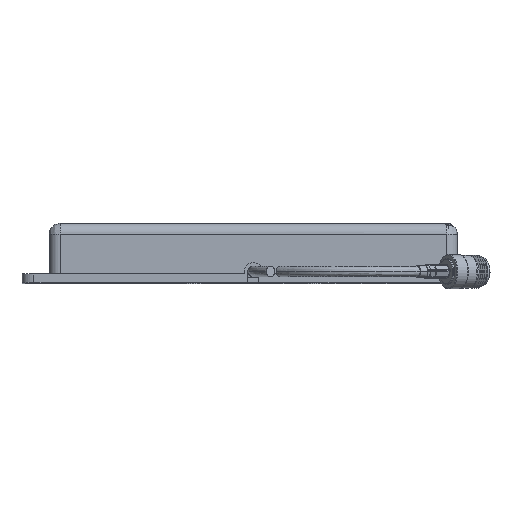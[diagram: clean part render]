
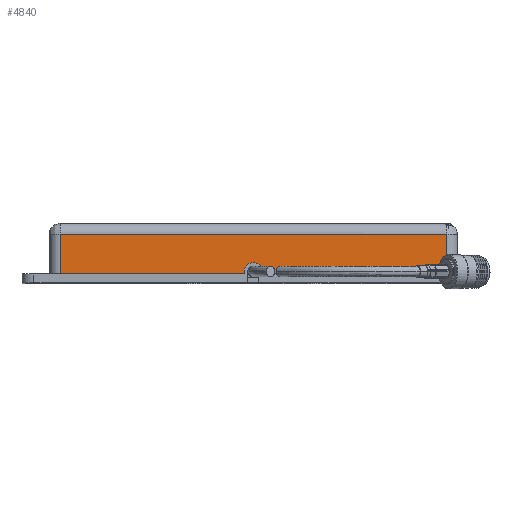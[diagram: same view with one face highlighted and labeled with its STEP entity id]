
A CAD part, top view. The second image highlights one B-rep face of the part: STEP entity #4840.
In plain terms, the highlighted face is planar.
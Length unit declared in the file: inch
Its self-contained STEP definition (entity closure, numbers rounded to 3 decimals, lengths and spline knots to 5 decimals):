
#389 = CARTESIAN_POINT ( 'NONE',  ( 22.80271, 16.96078, -0.1165 ) ) ;
#870 = DIRECTION ( 'NONE',  ( 0., 0., -1. ) ) ;
#1142 = PLANE ( 'NONE',  #9237 ) ;
#1512 = DIRECTION ( 'NONE',  ( 0., -1., 0. ) ) ;
#3314 = AXIS2_PLACEMENT_3D ( 'NONE', #13443, #13444, #13445 ) ;
#3399 = AXIS2_PLACEMENT_3D ( 'NONE', #5278, #5279, #5280 ) ;
#3698 = ORIENTED_EDGE ( 'NONE', *, *, #26621, .F. ) ;
#3701 = ORIENTED_EDGE ( 'NONE', *, *, #26836, .T. ) ;
#3704 = ORIENTED_EDGE ( 'NONE', *, *, #26636, .T. ) ;
#3867 = ORIENTED_EDGE ( 'NONE', *, *, #26610, .F. ) ;
#3871 = ORIENTED_EDGE ( 'NONE', *, *, #26641, .T. ) ;
#3875 = ORIENTED_EDGE ( 'NONE', *, *, #26479, .T. ) ;
#3891 = ORIENTED_EDGE ( 'NONE', *, *, #26749, .F. ) ;
#4297 = ORIENTED_EDGE ( 'NONE', *, *, #26799, .T. ) ;
#4299 = ORIENTED_EDGE ( 'NONE', *, *, #26885, .F. ) ;
#4840 = ADVANCED_FACE ( 'NONE', ( #23160 ), #1142, .T. ) ;
#5193 = DIRECTION ( 'NONE',  ( 0., 0., 1. ) ) ;
#5196 = CARTESIAN_POINT ( 'NONE',  ( 19.06771, 16.96078, -0.038 ) ) ;
#5224 = CARTESIAN_POINT ( 'NONE',  ( 18.72771, 16.96078, -0.082 ) ) ;
#5225 = DIRECTION ( 'NONE',  ( 0., 0., -1. ) ) ;
#5259 = CARTESIAN_POINT ( 'NONE',  ( 15.34771, 16.96078, -0.1165 ) ) ;
#5260 = DIRECTION ( 'NONE',  ( 0., 0., -1. ) ) ;
#5278 = CARTESIAN_POINT ( 'NONE',  ( 18.89771, 16.96078, -0.04 ) ) ;
#5279 = DIRECTION ( 'NONE',  ( 0., 1., 0. ) ) ;
#5280 = DIRECTION ( 'NONE',  ( 0., 0., 1. ) ) ;
#5522 = CARTESIAN_POINT ( 'NONE',  ( 22.80271, 16.96078, 0.65 ) ) ;
#5523 = DIRECTION ( 'NONE',  ( 1., 0., 0. ) ) ;
#5628 = CARTESIAN_POINT ( 'NONE',  ( 22.80271, 16.96078, -0.08 ) ) ;
#5629 = DIRECTION ( 'NONE',  ( 1., 0., 0. ) ) ;
#5711 = CARTESIAN_POINT ( 'NONE',  ( 22.80271, 16.96078, -0.08 ) ) ;
#5712 = DIRECTION ( 'NONE',  ( 1., 0., 0. ) ) ;
#5825 = CARTESIAN_POINT ( 'NONE',  ( 22.44771, 16.96078, -0.1165 ) ) ;
#5826 = DIRECTION ( 'NONE',  ( 0., 0., -1. ) ) ;
#7780 = VERTEX_POINT ( 'NONE', #14785 ) ;
#9237 = AXIS2_PLACEMENT_3D ( 'NONE', #389, #1512, #870 ) ;
#13443 = CARTESIAN_POINT ( 'NONE',  ( 18.89771, 16.96078, -0.04 ) ) ;
#13444 = DIRECTION ( 'NONE',  ( 0., 1., 0. ) ) ;
#13445 = DIRECTION ( 'NONE',  ( 0., 0., 1. ) ) ;
#14055 = CIRCLE ( 'NONE', #3314, 0.17 ) ;
#14276 = LINE ( 'NONE', #5196, #14279 ) ;
#14279 = VECTOR ( 'NONE', #5193, 39.37008 ) ;
#14300 = LINE ( 'NONE', #5224, #14304 ) ;
#14304 = VECTOR ( 'NONE', #5225, 39.37008 ) ;
#14325 = LINE ( 'NONE', #5259, #14328 ) ;
#14328 = VECTOR ( 'NONE', #5260, 39.37008 ) ;
#14333 = CIRCLE ( 'NONE', #3399, 0.17 ) ;
#14780 = LINE ( 'NONE', #5522, #14787 ) ;
#14785 = CARTESIAN_POINT ( 'NONE',  ( 18.72771, 16.96078, -0.08 ) ) ;
#14787 = VECTOR ( 'NONE', #5523, 39.37008 ) ;
#15011 = LINE ( 'NONE', #5628, #15019 ) ;
#15019 = VECTOR ( 'NONE', #5629, 39.37008 ) ;
#15221 = LINE ( 'NONE', #5711, #15234 ) ;
#15234 = VECTOR ( 'NONE', #5712, 39.37008 ) ;
#15514 = LINE ( 'NONE', #5825, #15523 ) ;
#15523 = VECTOR ( 'NONE', #5826, 39.37008 ) ;
#15787 = CARTESIAN_POINT ( 'NONE',  ( 15.34771, 16.96078, -0.08 ) ) ;
#16352 = CARTESIAN_POINT ( 'NONE',  ( 22.44771, 16.96078, 0.65 ) ) ;
#16487 = CARTESIAN_POINT ( 'NONE',  ( 22.44771, 16.96078, -0.08 ) ) ;
#16675 = CARTESIAN_POINT ( 'NONE',  ( 15.34771, 16.96078, 0.65 ) ) ;
#16711 = CARTESIAN_POINT ( 'NONE',  ( 18.89771, 16.96078, 0.13 ) ) ;
#16773 = CARTESIAN_POINT ( 'NONE',  ( 18.72771, 16.96078, -0.04 ) ) ;
#16796 = CARTESIAN_POINT ( 'NONE',  ( 19.06771, 16.96078, -0.08 ) ) ;
#16883 = CARTESIAN_POINT ( 'NONE',  ( 19.06771, 16.96078, -0.04 ) ) ;
#20196 = VERTEX_POINT ( 'NONE', #15787 ) ;
#23160 = FACE_OUTER_BOUND ( 'NONE', #23708, .T. ) ;
#23708 = EDGE_LOOP ( 'NONE', ( #3704, #3701, #3698, #3875, #3871, #3867, #4297, #4299, #3891 ) ) ;
#24868 = VERTEX_POINT ( 'NONE', #16352 ) ;
#24928 = VERTEX_POINT ( 'NONE', #16487 ) ;
#25143 = VERTEX_POINT ( 'NONE', #16675 ) ;
#25158 = VERTEX_POINT ( 'NONE', #16711 ) ;
#25185 = VERTEX_POINT ( 'NONE', #16773 ) ;
#25195 = VERTEX_POINT ( 'NONE', #16796 ) ;
#25225 = VERTEX_POINT ( 'NONE', #16883 ) ;
#26479 = EDGE_CURVE ( 'NONE', #25185, #25158, #14055, .T. ) ;
#26610 = EDGE_CURVE ( 'NONE', #25195, #25225, #14276, .T. ) ;
#26621 = EDGE_CURVE ( 'NONE', #25185, #7780, #14300, .T. ) ;
#26636 = EDGE_CURVE ( 'NONE', #25143, #20196, #14325, .T. ) ;
#26641 = EDGE_CURVE ( 'NONE', #25158, #25225, #14333, .T. ) ;
#26749 = EDGE_CURVE ( 'NONE', #25143, #24868, #14780, .T. ) ;
#26799 = EDGE_CURVE ( 'NONE', #25195, #24928, #15011, .T. ) ;
#26836 = EDGE_CURVE ( 'NONE', #20196, #7780, #15221, .T. ) ;
#26885 = EDGE_CURVE ( 'NONE', #24868, #24928, #15514, .T. ) ;
